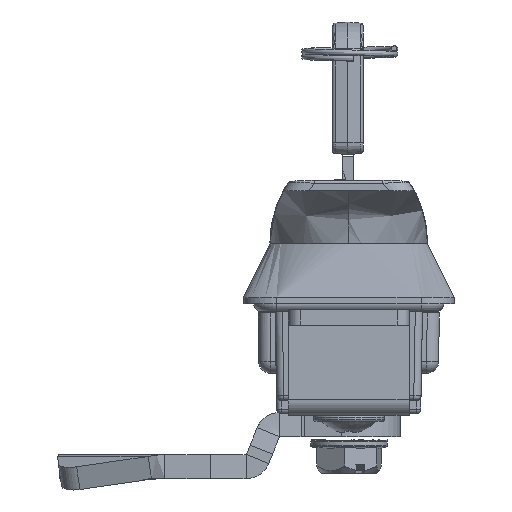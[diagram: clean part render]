
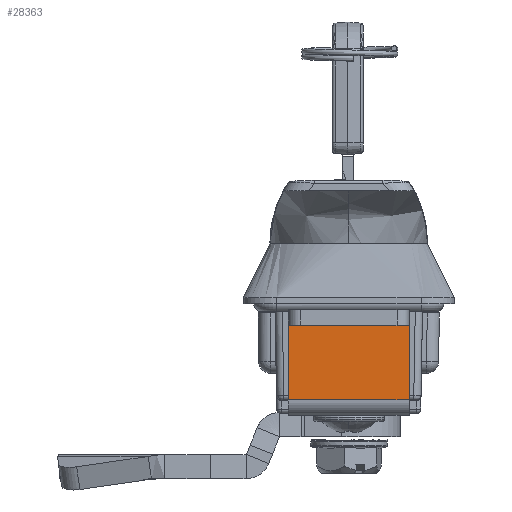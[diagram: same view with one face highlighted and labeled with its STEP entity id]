
A CAD part, front view. The second image highlights one B-rep face of the part: STEP entity #28363.
In plain terms, the highlighted planar face has unit normal (0, -1, 0).
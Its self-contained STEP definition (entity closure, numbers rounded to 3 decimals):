
#346 = CARTESIAN_POINT ( 'NONE',  ( -10., -39.2, 119.75 ) ) ;
#544 = DIRECTION ( 'NONE',  ( 1., 0., 0. ) ) ;
#1112 = DIRECTION ( 'NONE',  ( 0., 0., -1. ) ) ;
#1185 = EDGE_CURVE ( 'NONE', #32918, #21566, #4389, .T. ) ;
#1441 = CARTESIAN_POINT ( 'NONE',  ( -10., -39.2, 132.15 ) ) ;
#3445 = EDGE_CURVE ( 'NONE', #21566, #29968, #26202, .T. ) ;
#3664 = CARTESIAN_POINT ( 'NONE',  ( 10., -39.2, 132.15 ) ) ;
#4389 = LINE ( 'NONE', #1441, #36600 ) ;
#4532 = EDGE_CURVE ( 'NONE', #32918, #17315, #24816, .T. ) ;
#4794 = VECTOR ( 'NONE', #544, 1000. ) ;
#5630 = ORIENTED_EDGE ( 'NONE', *, *, #3445, .T. ) ;
#7056 = DIRECTION ( 'NONE',  ( 1., 0., 0. ) ) ;
#7149 = CARTESIAN_POINT ( 'NONE',  ( 10., -39.2, 119.75 ) ) ;
#7399 = CARTESIAN_POINT ( 'NONE',  ( -10., -39.2, 132.15 ) ) ;
#7913 = CARTESIAN_POINT ( 'NONE',  ( -10., -39.2, 132.05 ) ) ;
#8110 = CARTESIAN_POINT ( 'NONE',  ( -10., -39.2, 119.75 ) ) ;
#9904 = LINE ( 'NONE', #3664, #14382 ) ;
#10880 = DIRECTION ( 'NONE',  ( -1., 0., 0. ) ) ;
#12590 = DIRECTION ( 'NONE',  ( 0., 0., -1. ) ) ;
#13074 = AXIS2_PLACEMENT_3D ( 'NONE', #7399, #31202, #10880 ) ;
#13897 = EDGE_CURVE ( 'NONE', #17315, #29968, #9904, .T. ) ;
#14382 = VECTOR ( 'NONE', #1112, 1000. ) ;
#15193 = VECTOR ( 'NONE', #7056, 1000. ) ;
#15702 = ORIENTED_EDGE ( 'NONE', *, *, #4532, .F. ) ;
#17315 = VERTEX_POINT ( 'NONE', #18731 ) ;
#18731 = CARTESIAN_POINT ( 'NONE',  ( 10., -39.2, 132.05 ) ) ;
#21566 = VERTEX_POINT ( 'NONE', #8110 ) ;
#23128 = ORIENTED_EDGE ( 'NONE', *, *, #1185, .T. ) ;
#24816 = LINE ( 'NONE', #33413, #15193 ) ;
#25725 = FACE_OUTER_BOUND ( 'NONE', #36616, .T. ) ;
#26202 = LINE ( 'NONE', #346, #4794 ) ;
#28363 = ADVANCED_FACE ( 'NONE', ( #25725 ), #28847, .T. ) ;
#28847 = PLANE ( 'NONE',  #13074 ) ;
#29968 = VERTEX_POINT ( 'NONE', #7149 ) ;
#31202 = DIRECTION ( 'NONE',  ( 0., -1., 0. ) ) ;
#32918 = VERTEX_POINT ( 'NONE', #7913 ) ;
#33413 = CARTESIAN_POINT ( 'NONE',  ( -10., -39.2, 132.05 ) ) ;
#33886 = ORIENTED_EDGE ( 'NONE', *, *, #13897, .F. ) ;
#36600 = VECTOR ( 'NONE', #12590, 1000. ) ;
#36616 = EDGE_LOOP ( 'NONE', ( #33886, #15702, #23128, #5630 ) ) ;
